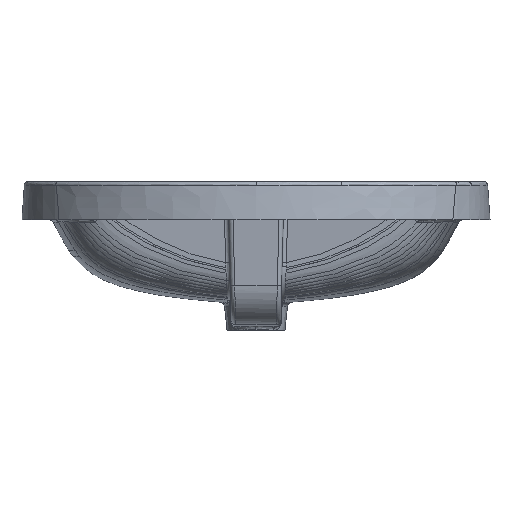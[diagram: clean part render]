
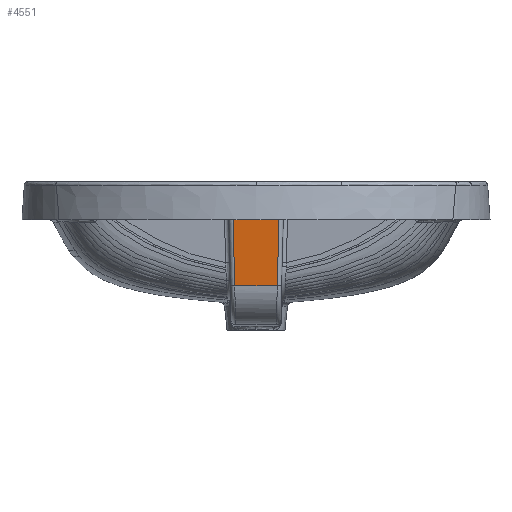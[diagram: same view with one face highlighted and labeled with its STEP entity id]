
A CAD part, left-side view. The second image highlights one B-rep face of the part: STEP entity #4551.
In plain terms, the highlighted planar face has unit normal (-0.996, 0, -0.087).
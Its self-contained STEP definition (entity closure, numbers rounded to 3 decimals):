
#3115=CARTESIAN_POINT('Vertex',(-116.551,-27.717,114.194)) ;
#3118=CARTESIAN_POINT('Line Origine',(-117.238,-27.922,122.042)) ;
#3122=CARTESIAN_POINT('Vertex',(-107.398,-24.977,9.569)) ;
#3998=CARTESIAN_POINT('Vertex',(-107.398,24.977,9.569)) ;
#4059=CARTESIAN_POINT('Vertex',(-116.551,27.717,114.194)) ;
#4069=CARTESIAN_POINT('Line Origine',(-113.325,26.751,77.319)) ;
#4340=CARTESIAN_POINT('Control Point',(-116.551,27.717,114.194)) ;
#4341=CARTESIAN_POINT('Control Point',(-116.548,9.239,114.157)) ;
#4342=CARTESIAN_POINT('Control Point',(-116.548,-9.239,114.157)) ;
#4343=CARTESIAN_POINT('Control Point',(-116.551,-27.717,114.194)) ;
#4528=CARTESIAN_POINT('Line Origine',(-107.398,-32.,9.569)) ;
#4540=CARTESIAN_POINT('Axis2P3D Location',(-117.229,-32.,121.936)) ;
#3120=VECTOR('Line Direction',#3119,1.) ;
#4071=VECTOR('Line Direction',#4070,1.) ;
#4530=VECTOR('Line Direction',#4529,1.) ;
#3119=DIRECTION('Vector Direction',(-0.087,-0.026,0.996)) ;
#4070=DIRECTION('Vector Direction',(-0.087,0.026,0.996)) ;
#4529=DIRECTION('Vector Direction',(0.,1.,0.)) ;
#4541=DIRECTION('Axis2P3D Direction',(-0.996,0.,-0.087)) ;
#4542=DIRECTION('Axis2P3D XDirection',(0.087,0.,-0.996)) ;
#4543=AXIS2_PLACEMENT_3D('Plane Axis2P3D',#4540,#4541,#4542) ;
#3121=LINE('Line',#3118,#3120) ;
#4072=LINE('Line',#4069,#4071) ;
#4531=LINE('Line',#4528,#4530) ;
#4544=PLANE('',#4543) ;
#3124=EDGE_CURVE('',#3123,#3116,#3121,.T.) ;
#4073=EDGE_CURVE('',#4060,#3999,#4072,.F.) ;
#4344=EDGE_CURVE('',#3116,#4060,#4339,.F.) ;
#4532=EDGE_CURVE('',#3999,#3123,#4531,.F.) ;
#4546=ORIENTED_EDGE('',*,*,#4532,.T.) ;
#4547=ORIENTED_EDGE('',*,*,#3124,.T.) ;
#4548=ORIENTED_EDGE('',*,*,#4344,.T.) ;
#4549=ORIENTED_EDGE('',*,*,#4073,.T.) ;
#4545=EDGE_LOOP('',(#4546,#4547,#4548,#4549)) ;
#3116=VERTEX_POINT('',#3115) ;
#3123=VERTEX_POINT('',#3122) ;
#3999=VERTEX_POINT('',#3998) ;
#4060=VERTEX_POINT('',#4059) ;
#4551=ADVANCED_FACE('Hauptk\X2\00F6\X0\rper',(#4550),#4544,.T.) ;
#4550=FACE_OUTER_BOUND('',#4545,.T.) ;
#4339=(BOUNDED_CURVE()B_SPLINE_CURVE(3,(#4340,#4341,#4342,#4343),.UNSPECIFIED.,.F.,.U.)B_SPLINE_CURVE_WITH_KNOTS((4,4),(0.188,55.609),.UNSPECIFIED.)CURVE()GEOMETRIC_REPRESENTATION_ITEM()RATIONAL_B_SPLINE_CURVE((1.,1.,1.,1.))REPRESENTATION_ITEM('')) ;
